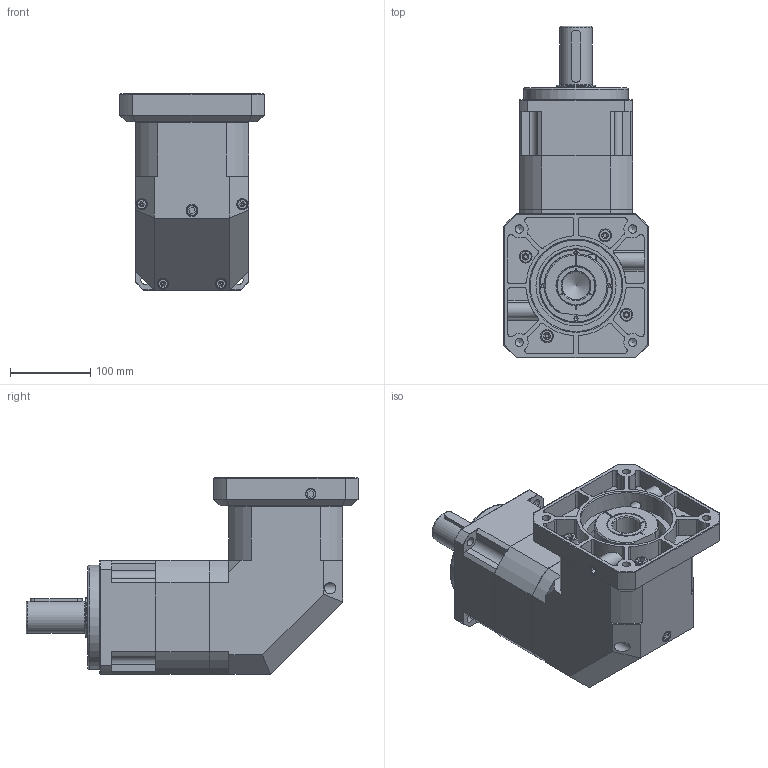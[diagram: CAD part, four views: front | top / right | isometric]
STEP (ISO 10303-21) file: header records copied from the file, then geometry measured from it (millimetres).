
FILE_DESCRIPTION((''),'2;1');
FILE_NAME('KSBL-142A-2.stp','2014-03-11T11:55:51',('young'),(''),'Autodesk Inventor 2012','Autodesk Inventor 2012','');
FILE_SCHEMA(('AUTOMOTIVE_DESIGN { 1 0 10303 214 1 1 1 1 }'));
Length unit declared in the file: millimetre
Products named in the file (1): KSBL-142A-2
Bounding box: 180 x 414 x 245 mm (x, y, z)
Volume: 5909947.6 mm3; surface area: 637059.4 mm2
Topology: 23 solids, 23 shells, 762 faces, 1929 edges, 1274 vertices
Faces by surface type: plane 411, cylinder 210, cone 103, torus 20, bspline 18
Full cylindrical faces by diameter (mm): 5 x4, 6.8 x4, 8 x4, 8.5 x12, 8.6 x1, 10 x9, 10.2 x5, 10.5 x4, 11 x5, 11.125 x2, 12 x1, 13 x7, 14 x4, 16 x5, 25 x1, 35 x1, 40 x1, 48 x1, 48.4 x1, 49.8 x2, 50 x2, 62 x1, 68 x1, 70 x1, 72 x5, 75 x1, 80 x1, 92 x2, 100 x1, 114.3 x1
Entity records: 29760 total; most frequent: CARTESIAN_POINT 12341, DIRECTION 3525, ORIENTED_EDGE 3416, EDGE_CURVE 1708, AXIS2_PLACEMENT_3D 1345, VERTEX_POINT 1230, EDGE_LOOP 1054, VECTOR 835
